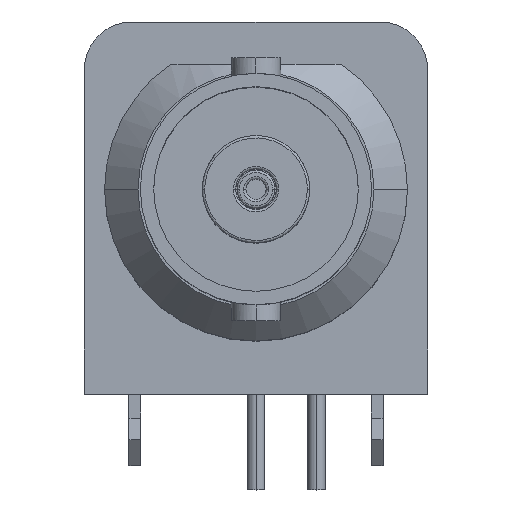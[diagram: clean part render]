
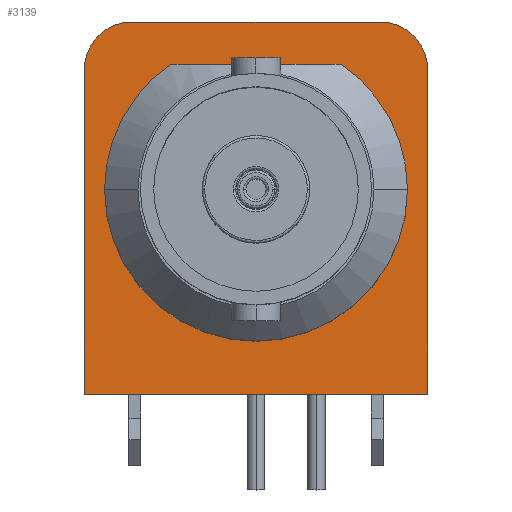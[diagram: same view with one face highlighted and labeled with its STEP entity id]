
A CAD part, top view. The second image highlights one B-rep face of the part: STEP entity #3139.
In plain terms, the highlighted planar face has unit normal (0, 0, 1).
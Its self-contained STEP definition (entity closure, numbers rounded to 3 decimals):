
#83 = EDGE_CURVE ( 'NONE', #2464, #2541, #3677, .T. ) ;
#87 = DIRECTION ( 'NONE',  ( 1., 0., 0. ) ) ;
#113 = EDGE_CURVE ( 'NONE', #1801, #1160, #3567, .T. ) ;
#230 = ORIENTED_EDGE ( 'NONE', *, *, #2632, .T. ) ;
#281 = VERTEX_POINT ( 'NONE', #2101 ) ;
#284 = DIRECTION ( 'NONE',  ( 0., 0., 1. ) ) ;
#301 = ORIENTED_EDGE ( 'NONE', *, *, #4049, .T. ) ;
#309 = CARTESIAN_POINT ( 'NONE',  ( -7.2, 5.8, 14.1 ) ) ;
#388 = LINE ( 'NONE', #4342, #1324 ) ;
#409 = CARTESIAN_POINT ( 'NONE',  ( 7.2, -7.8, 14.1 ) ) ;
#417 = EDGE_CURVE ( 'NONE', #2816, #281, #388, .T. ) ;
#431 = CARTESIAN_POINT ( 'NONE',  ( -6.35, 0.76, 14.1 ) ) ;
#453 = CIRCLE ( 'NONE', #4953, 6.35 ) ;
#466 = VERTEX_POINT ( 'NONE', #2859 ) ;
#649 = VECTOR ( 'NONE', #1638, 1000. ) ;
#776 = LINE ( 'NONE', #309, #649 ) ;
#856 = CARTESIAN_POINT ( 'NONE',  ( 0., 7.8, 14.1 ) ) ;
#879 = DIRECTION ( 'NONE',  ( 0., 0., 1. ) ) ;
#882 = CIRCLE ( 'NONE', #2318, 6.35 ) ;
#890 = CARTESIAN_POINT ( 'NONE',  ( 0., 0.76, 14.1 ) ) ;
#921 = DIRECTION ( 'NONE',  ( 0., 0., -1. ) ) ;
#930 = DIRECTION ( 'NONE',  ( 0., 1., 0. ) ) ;
#955 = DIRECTION ( 'NONE',  ( 1., 0., 0. ) ) ;
#1008 = VECTOR ( 'NONE', #1244, 1000. ) ;
#1160 = VERTEX_POINT ( 'NONE', #1654 ) ;
#1241 = EDGE_CURVE ( 'NONE', #2541, #4954, #776, .T. ) ;
#1243 = CARTESIAN_POINT ( 'NONE',  ( 0., 0.76, 14.1 ) ) ;
#1244 = DIRECTION ( 'NONE',  ( -1., 0., 0. ) ) ;
#1278 = FACE_BOUND ( 'NONE', #3807, .T. ) ;
#1291 = DIRECTION ( 'NONE',  ( 0., 0., 1. ) ) ;
#1324 = VECTOR ( 'NONE', #87, 1000. ) ;
#1445 = CARTESIAN_POINT ( 'NONE',  ( -3.572, 6.01, 14.1 ) ) ;
#1454 = ORIENTED_EDGE ( 'NONE', *, *, #1504, .T. ) ;
#1504 = EDGE_CURVE ( 'NONE', #1160, #466, #1911, .T. ) ;
#1513 = CARTESIAN_POINT ( 'NONE',  ( -7.2, 5.8, 14.1 ) ) ;
#1619 = VECTOR ( 'NONE', #4392, 1000. ) ;
#1628 = DIRECTION ( 'NONE',  ( 1., 0., 0. ) ) ;
#1630 = EDGE_CURVE ( 'NONE', #1962, #2816, #453, .T. ) ;
#1638 = DIRECTION ( 'NONE',  ( 0., 1., 0. ) ) ;
#1654 = CARTESIAN_POINT ( 'NONE',  ( 5.2, 7.8, 14.1 ) ) ;
#1719 = EDGE_CURVE ( 'NONE', #4024, #1962, #882, .T. ) ;
#1724 = CARTESIAN_POINT ( 'NONE',  ( 0., 0.76, 14.1 ) ) ;
#1737 = DIRECTION ( 'NONE',  ( 0., 0., -1. ) ) ;
#1758 = DIRECTION ( 'NONE',  ( 1., 0., 0. ) ) ;
#1801 = VERTEX_POINT ( 'NONE', #2457 ) ;
#1911 = LINE ( 'NONE', #856, #1008 ) ;
#1962 = VERTEX_POINT ( 'NONE', #431 ) ;
#2101 = CARTESIAN_POINT ( 'NONE',  ( 3.572, 6.01, 14.1 ) ) ;
#2293 = CIRCLE ( 'NONE', #4297, 2. ) ;
#2306 = FACE_OUTER_BOUND ( 'NONE', #4982, .T. ) ;
#2318 = AXIS2_PLACEMENT_3D ( 'NONE', #1724, #1737, #1758 ) ;
#2457 = CARTESIAN_POINT ( 'NONE',  ( 7.2, 5.8, 14.1 ) ) ;
#2464 = VERTEX_POINT ( 'NONE', #409 ) ;
#2541 = VERTEX_POINT ( 'NONE', #3540 ) ;
#2619 = DIRECTION ( 'NONE',  ( 1., 0., 0. ) ) ;
#2632 = EDGE_CURVE ( 'NONE', #2464, #1801, #4936, .T. ) ;
#2691 = AXIS2_PLACEMENT_3D ( 'NONE', #1243, #3939, #1628 ) ;
#2816 = VERTEX_POINT ( 'NONE', #1445 ) ;
#2859 = CARTESIAN_POINT ( 'NONE',  ( -5.2, 7.8, 14.1 ) ) ;
#3006 = CARTESIAN_POINT ( 'NONE',  ( 5.2, 5.8, 14.1 ) ) ;
#3026 = ORIENTED_EDGE ( 'NONE', *, *, #1630, .T. ) ;
#3041 = VECTOR ( 'NONE', #930, 1000. ) ;
#3139 = ADVANCED_FACE ( 'NONE', ( #1278, #2306 ), #3588, .T. ) ;
#3207 = CARTESIAN_POINT ( 'NONE',  ( -5.2, 5.8, 14.1 ) ) ;
#3311 = ORIENTED_EDGE ( 'NONE', *, *, #1719, .T. ) ;
#3540 = CARTESIAN_POINT ( 'NONE',  ( -7.2, -7.8, 14.1 ) ) ;
#3567 = CIRCLE ( 'NONE', #4547, 2. ) ;
#3584 = CARTESIAN_POINT ( 'NONE',  ( 6.35, 0.76, 14.1 ) ) ;
#3588 = PLANE ( 'NONE',  #4502 ) ;
#3595 = DIRECTION ( 'NONE',  ( 1., 0., 0. ) ) ;
#3596 = CARTESIAN_POINT ( 'NONE',  ( 0., 0., 14.1 ) ) ;
#3647 = CARTESIAN_POINT ( 'NONE',  ( 7.2, 0., 14.1 ) ) ;
#3677 = LINE ( 'NONE', #4935, #1619 ) ;
#3727 = EDGE_CURVE ( 'NONE', #281, #4024, #4555, .T. ) ;
#3786 = ORIENTED_EDGE ( 'NONE', *, *, #113, .T. ) ;
#3807 = EDGE_LOOP ( 'NONE', ( #4136, #3311, #3026, #4599 ) ) ;
#3939 = DIRECTION ( 'NONE',  ( 0., 0., -1. ) ) ;
#3974 = DIRECTION ( 'NONE',  ( 1., 0., 0. ) ) ;
#4024 = VERTEX_POINT ( 'NONE', #3584 ) ;
#4049 = EDGE_CURVE ( 'NONE', #466, #4954, #2293, .T. ) ;
#4136 = ORIENTED_EDGE ( 'NONE', *, *, #3727, .T. ) ;
#4259 = ORIENTED_EDGE ( 'NONE', *, *, #1241, .F. ) ;
#4297 = AXIS2_PLACEMENT_3D ( 'NONE', #3207, #879, #3595 ) ;
#4332 = ORIENTED_EDGE ( 'NONE', *, *, #83, .F. ) ;
#4342 = CARTESIAN_POINT ( 'NONE',  ( 0., 6.01, 14.1 ) ) ;
#4392 = DIRECTION ( 'NONE',  ( -1., 0., 0. ) ) ;
#4502 = AXIS2_PLACEMENT_3D ( 'NONE', #3596, #1291, #3974 ) ;
#4547 = AXIS2_PLACEMENT_3D ( 'NONE', #3006, #284, #2619 ) ;
#4555 = CIRCLE ( 'NONE', #2691, 6.35 ) ;
#4599 = ORIENTED_EDGE ( 'NONE', *, *, #417, .T. ) ;
#4935 = CARTESIAN_POINT ( 'NONE',  ( -7.2, -7.8, 14.1 ) ) ;
#4936 = LINE ( 'NONE', #3647, #3041 ) ;
#4953 = AXIS2_PLACEMENT_3D ( 'NONE', #890, #921, #955 ) ;
#4954 = VERTEX_POINT ( 'NONE', #1513 ) ;
#4982 = EDGE_LOOP ( 'NONE', ( #3786, #1454, #301, #4259, #4332, #230 ) ) ;
